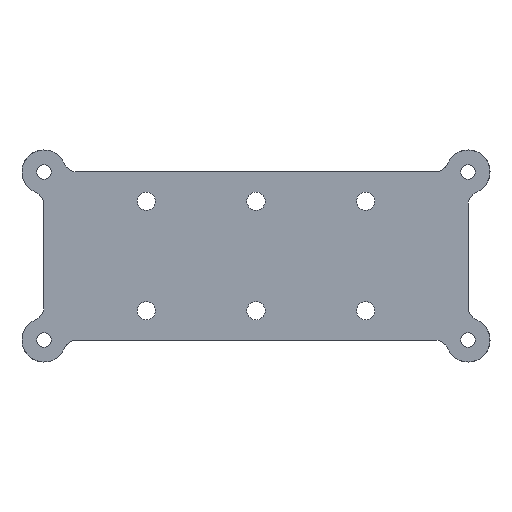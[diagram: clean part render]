
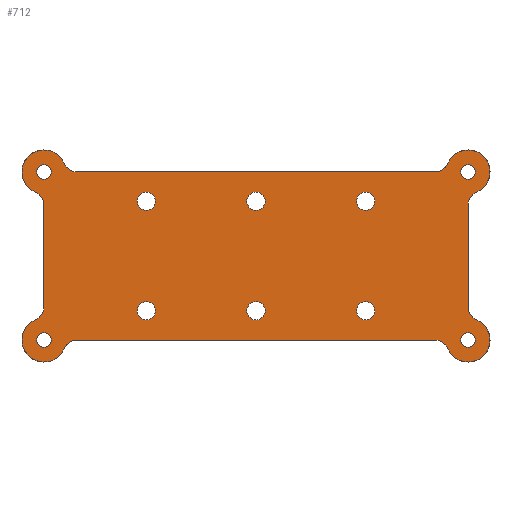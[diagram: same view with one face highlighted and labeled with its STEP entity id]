
A CAD part, front view. The second image highlights one B-rep face of the part: STEP entity #712.
In plain terms, the highlighted planar face has unit normal (0, -1, 0).
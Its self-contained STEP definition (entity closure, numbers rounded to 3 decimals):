
#25=FACE_BOUND('',#131,.T.);
#26=FACE_BOUND('',#132,.T.);
#27=FACE_BOUND('',#133,.T.);
#28=FACE_BOUND('',#134,.T.);
#29=FACE_BOUND('',#135,.T.);
#30=FACE_BOUND('',#136,.T.);
#31=FACE_BOUND('',#137,.T.);
#32=FACE_BOUND('',#138,.T.);
#33=FACE_BOUND('',#139,.T.);
#34=FACE_BOUND('',#140,.T.);
#44=PLANE('',#818);
#84=FACE_OUTER_BOUND('',#130,.T.);
#130=EDGE_LOOP('',(#627,#628,#629,#630,#631,#632,#633,#634,#635,#636,#637,
#638,#639,#640,#641,#642,#643,#644));
#131=EDGE_LOOP('',(#645));
#132=EDGE_LOOP('',(#646));
#133=EDGE_LOOP('',(#647));
#134=EDGE_LOOP('',(#648));
#135=EDGE_LOOP('',(#649));
#136=EDGE_LOOP('',(#650));
#137=EDGE_LOOP('',(#651));
#138=EDGE_LOOP('',(#652));
#139=EDGE_LOOP('',(#653));
#140=EDGE_LOOP('',(#654));
#149=CIRCLE('',#728,2.);
#150=CIRCLE('',#730,2.);
#157=CIRCLE('',#739,3.);
#158=CIRCLE('',#741,2.);
#159=CIRCLE('',#743,2.);
#174=CIRCLE('',#762,2.);
#175=CIRCLE('',#764,2.);
#180=CIRCLE('',#771,3.);
#181=CIRCLE('',#772,3.);
#182=CIRCLE('',#774,2.);
#183=CIRCLE('',#776,2.);
#187=CIRCLE('',#783,1.);
#189=CIRCLE('',#787,1.);
#191=CIRCLE('',#791,3.);
#193=CIRCLE('',#794,1.);
#195=CIRCLE('',#798,3.);
#196=CIRCLE('',#799,3.);
#198=CIRCLE('',#802,1.);
#199=CIRCLE('',#805,1.25);
#200=CIRCLE('',#807,1.25);
#201=CIRCLE('',#809,1.25);
#202=CIRCLE('',#811,1.25);
#203=CIRCLE('',#813,1.25);
#204=CIRCLE('',#815,1.25);
#218=LINE('',#1172,#256);
#228=LINE('',#1268,#266);
#241=LINE('',#1334,#279);
#242=LINE('',#1336,#280);
#256=VECTOR('',#900,10.);
#266=VECTOR('',#952,10.);
#279=VECTOR('',#1037,10.);
#280=VECTOR('',#1040,10.);
#282=VERTEX_POINT('',#1046);
#283=VERTEX_POINT('',#1048);
#286=VERTEX_POINT('',#1066);
#287=VERTEX_POINT('',#1068);
#294=VERTEX_POINT('',#1100);
#295=VERTEX_POINT('',#1102);
#298=VERTEX_POINT('',#1120);
#299=VERTEX_POINT('',#1122);
#314=VERTEX_POINT('',#1171);
#317=VERTEX_POINT('',#1178);
#318=VERTEX_POINT('',#1180);
#321=VERTEX_POINT('',#1198);
#322=VERTEX_POINT('',#1200);
#325=VERTEX_POINT('',#1223);
#326=VERTEX_POINT('',#1228);
#329=VERTEX_POINT('',#1246);
#330=VERTEX_POINT('',#1248);
#333=VERTEX_POINT('',#1272);
#335=VERTEX_POINT('',#1279);
#338=VERTEX_POINT('',#1291);
#340=VERTEX_POINT('',#1298);
#342=VERTEX_POINT('',#1305);
#343=VERTEX_POINT('',#1310);
#344=VERTEX_POINT('',#1314);
#345=VERTEX_POINT('',#1318);
#346=VERTEX_POINT('',#1322);
#347=VERTEX_POINT('',#1326);
#348=VERTEX_POINT('',#1330);
#350=EDGE_CURVE('',#282,#283,#149,.T.);
#354=EDGE_CURVE('',#286,#287,#150,.T.);
#364=EDGE_CURVE('',#287,#282,#157,.T.);
#366=EDGE_CURVE('',#294,#295,#158,.T.);
#370=EDGE_CURVE('',#298,#299,#159,.T.);
#390=EDGE_CURVE('',#299,#314,#218,.T.);
#394=EDGE_CURVE('',#317,#318,#174,.T.);
#398=EDGE_CURVE('',#321,#322,#175,.T.);
#406=EDGE_CURVE('',#325,#317,#180,.T.);
#407=EDGE_CURVE('',#322,#325,#181,.T.);
#408=EDGE_CURVE('',#314,#326,#182,.T.);
#412=EDGE_CURVE('',#329,#330,#183,.T.);
#417=EDGE_CURVE('',#330,#321,#228,.T.);
#420=EDGE_CURVE('',#333,#333,#187,.T.);
#423=EDGE_CURVE('',#335,#335,#189,.T.);
#426=EDGE_CURVE('',#295,#298,#191,.T.);
#429=EDGE_CURVE('',#338,#338,#193,.T.);
#432=EDGE_CURVE('',#340,#329,#195,.T.);
#433=EDGE_CURVE('',#326,#340,#196,.T.);
#436=EDGE_CURVE('',#342,#342,#198,.T.);
#438=EDGE_CURVE('',#343,#343,#199,.T.);
#440=EDGE_CURVE('',#344,#344,#200,.T.);
#442=EDGE_CURVE('',#345,#345,#201,.T.);
#444=EDGE_CURVE('',#346,#346,#202,.T.);
#446=EDGE_CURVE('',#347,#347,#203,.T.);
#448=EDGE_CURVE('',#348,#348,#204,.T.);
#449=EDGE_CURVE('',#283,#294,#241,.T.);
#450=EDGE_CURVE('',#318,#286,#242,.T.);
#627=ORIENTED_EDGE('',*,*,#394,.F.);
#628=ORIENTED_EDGE('',*,*,#406,.F.);
#629=ORIENTED_EDGE('',*,*,#407,.F.);
#630=ORIENTED_EDGE('',*,*,#398,.F.);
#631=ORIENTED_EDGE('',*,*,#417,.F.);
#632=ORIENTED_EDGE('',*,*,#412,.F.);
#633=ORIENTED_EDGE('',*,*,#432,.F.);
#634=ORIENTED_EDGE('',*,*,#433,.F.);
#635=ORIENTED_EDGE('',*,*,#408,.F.);
#636=ORIENTED_EDGE('',*,*,#390,.F.);
#637=ORIENTED_EDGE('',*,*,#370,.F.);
#638=ORIENTED_EDGE('',*,*,#426,.F.);
#639=ORIENTED_EDGE('',*,*,#366,.F.);
#640=ORIENTED_EDGE('',*,*,#449,.F.);
#641=ORIENTED_EDGE('',*,*,#350,.F.);
#642=ORIENTED_EDGE('',*,*,#364,.F.);
#643=ORIENTED_EDGE('',*,*,#354,.F.);
#644=ORIENTED_EDGE('',*,*,#450,.F.);
#645=ORIENTED_EDGE('',*,*,#420,.F.);
#646=ORIENTED_EDGE('',*,*,#423,.F.);
#647=ORIENTED_EDGE('',*,*,#429,.F.);
#648=ORIENTED_EDGE('',*,*,#436,.F.);
#649=ORIENTED_EDGE('',*,*,#448,.F.);
#650=ORIENTED_EDGE('',*,*,#446,.F.);
#651=ORIENTED_EDGE('',*,*,#444,.F.);
#652=ORIENTED_EDGE('',*,*,#442,.F.);
#653=ORIENTED_EDGE('',*,*,#440,.F.);
#654=ORIENTED_EDGE('',*,*,#438,.F.);
#712=ADVANCED_FACE('',(#84,#25,#26,#27,#28,#29,#30,#31,#32,#33,#34),#44,
 .F.);
#728=AXIS2_PLACEMENT_3D('',#1049,#824,#825);
#730=AXIS2_PLACEMENT_3D('',#1069,#830,#831);
#739=AXIS2_PLACEMENT_3D('',#1097,#850,#851);
#741=AXIS2_PLACEMENT_3D('',#1103,#855,#856);
#743=AXIS2_PLACEMENT_3D('',#1123,#861,#862);
#762=AXIS2_PLACEMENT_3D('',#1181,#907,#908);
#764=AXIS2_PLACEMENT_3D('',#1201,#913,#914);
#771=AXIS2_PLACEMENT_3D('',#1225,#929,#930);
#772=AXIS2_PLACEMENT_3D('',#1226,#931,#932);
#774=AXIS2_PLACEMENT_3D('',#1229,#935,#936);
#776=AXIS2_PLACEMENT_3D('',#1249,#941,#942);
#783=AXIS2_PLACEMENT_3D('',#1274,#958,#959);
#787=AXIS2_PLACEMENT_3D('',#1281,#967,#968);
#791=AXIS2_PLACEMENT_3D('',#1287,#976,#977);
#794=AXIS2_PLACEMENT_3D('',#1293,#983,#984);
#798=AXIS2_PLACEMENT_3D('',#1300,#992,#993);
#799=AXIS2_PLACEMENT_3D('',#1301,#994,#995);
#802=AXIS2_PLACEMENT_3D('',#1307,#1001,#1002);
#805=AXIS2_PLACEMENT_3D('',#1312,#1008,#1009);
#807=AXIS2_PLACEMENT_3D('',#1316,#1013,#1014);
#809=AXIS2_PLACEMENT_3D('',#1320,#1018,#1019);
#811=AXIS2_PLACEMENT_3D('',#1324,#1023,#1024);
#813=AXIS2_PLACEMENT_3D('',#1328,#1028,#1029);
#815=AXIS2_PLACEMENT_3D('',#1332,#1033,#1034);
#818=AXIS2_PLACEMENT_3D('',#1337,#1041,#1042);
#824=DIRECTION('center_axis',(0.,-1.,0.));
#825=DIRECTION('ref_axis',(-0.837,0.,0.548));
#830=DIRECTION('center_axis',(0.,-1.,0.));
#831=DIRECTION('ref_axis',(0.548,0.,-0.837));
#850=DIRECTION('center_axis',(0.,1.,0.));
#851=DIRECTION('ref_axis',(1.,0.,0.));
#855=DIRECTION('center_axis',(0.,-1.,0.));
#856=DIRECTION('ref_axis',(-0.837,0.,-0.548));
#861=DIRECTION('center_axis',(0.,-1.,0.));
#862=DIRECTION('ref_axis',(0.548,0.,0.837));
#900=DIRECTION('',(-1.,0.,0.));
#907=DIRECTION('center_axis',(0.,-1.,0.));
#908=DIRECTION('ref_axis',(-0.548,0.,-0.837));
#913=DIRECTION('center_axis',(0.,-1.,0.));
#914=DIRECTION('ref_axis',(0.837,0.,0.548));
#929=DIRECTION('center_axis',(0.,1.,0.));
#930=DIRECTION('ref_axis',(1.,0.,0.));
#931=DIRECTION('center_axis',(0.,1.,0.));
#932=DIRECTION('ref_axis',(1.,0.,0.));
#935=DIRECTION('center_axis',(0.,-1.,0.));
#936=DIRECTION('ref_axis',(-0.548,0.,0.837));
#941=DIRECTION('center_axis',(0.,-1.,0.));
#942=DIRECTION('ref_axis',(0.837,0.,-0.548));
#952=DIRECTION('',(0.,0.,1.));
#958=DIRECTION('center_axis',(0.,-1.,0.));
#959=DIRECTION('ref_axis',(1.,0.,0.));
#967=DIRECTION('center_axis',(0.,-1.,0.));
#968=DIRECTION('ref_axis',(1.,0.,0.));
#976=DIRECTION('center_axis',(0.,1.,0.));
#977=DIRECTION('ref_axis',(1.,0.,0.));
#983=DIRECTION('center_axis',(0.,-1.,0.));
#984=DIRECTION('ref_axis',(1.,0.,0.));
#992=DIRECTION('center_axis',(0.,1.,0.));
#993=DIRECTION('ref_axis',(1.,0.,0.));
#994=DIRECTION('center_axis',(0.,1.,0.));
#995=DIRECTION('ref_axis',(1.,0.,0.));
#1001=DIRECTION('center_axis',(0.,-1.,0.));
#1002=DIRECTION('ref_axis',(1.,0.,0.));
#1008=DIRECTION('center_axis',(0.,-1.,0.));
#1009=DIRECTION('ref_axis',(1.,0.,0.));
#1013=DIRECTION('center_axis',(0.,-1.,0.));
#1014=DIRECTION('ref_axis',(1.,0.,0.));
#1018=DIRECTION('center_axis',(0.,-1.,0.));
#1019=DIRECTION('ref_axis',(1.,0.,0.));
#1023=DIRECTION('center_axis',(0.,-1.,0.));
#1024=DIRECTION('ref_axis',(1.,0.,0.));
#1028=DIRECTION('center_axis',(0.,-1.,0.));
#1029=DIRECTION('ref_axis',(1.,0.,0.));
#1033=DIRECTION('center_axis',(0.,-1.,0.));
#1034=DIRECTION('ref_axis',(1.,0.,0.));
#1037=DIRECTION('',(0.,0.,-1.));
#1040=DIRECTION('',(1.,0.,0.));
#1041=DIRECTION('center_axis',(0.,1.,0.));
#1042=DIRECTION('ref_axis',(1.,0.,0.));
#1046=CARTESIAN_POINT('',(59.2,0.,-2.75));
#1048=CARTESIAN_POINT('',(58.,0.,-4.583));
#1049=CARTESIAN_POINT('Origin',(60.,0.,-4.583));
#1066=CARTESIAN_POINT('',(53.417,0.,0.));
#1068=CARTESIAN_POINT('',(55.25,0.,1.2));
#1069=CARTESIAN_POINT('Origin',(53.417,0.,2.));
#1097=CARTESIAN_POINT('Origin',(58.,0.,0.));
#1100=CARTESIAN_POINT('',(58.,0.,-18.417));
#1102=CARTESIAN_POINT('',(59.2,0.,-20.25));
#1103=CARTESIAN_POINT('Origin',(60.,0.,-18.417));
#1120=CARTESIAN_POINT('',(55.25,0.,-24.2));
#1122=CARTESIAN_POINT('',(53.417,0.,-23.));
#1123=CARTESIAN_POINT('Origin',(53.417,0.,-25.));
#1171=CARTESIAN_POINT('',(4.583,0.,-23.));
#1172=CARTESIAN_POINT('',(55.,0.,-23.));
#1178=CARTESIAN_POINT('',(2.75,0.,1.2));
#1180=CARTESIAN_POINT('',(4.583,0.,0.));
#1181=CARTESIAN_POINT('Origin',(4.583,0.,2.));
#1198=CARTESIAN_POINT('',(0.,0.,-4.583));
#1200=CARTESIAN_POINT('',(-1.2,0.,-2.75));
#1201=CARTESIAN_POINT('Origin',(-2.,0.,-4.583));
#1223=CARTESIAN_POINT('',(-3.,0.,0.));
#1225=CARTESIAN_POINT('Origin',(0.,0.,0.));
#1226=CARTESIAN_POINT('Origin',(0.,0.,0.));
#1228=CARTESIAN_POINT('',(2.75,0.,-24.2));
#1229=CARTESIAN_POINT('Origin',(4.583,0.,-25.));
#1246=CARTESIAN_POINT('',(-1.2,0.,-20.25));
#1248=CARTESIAN_POINT('',(0.,0.,-18.417));
#1249=CARTESIAN_POINT('Origin',(-2.,0.,-18.417));
#1268=CARTESIAN_POINT('',(0.,0.,-20.));
#1272=CARTESIAN_POINT('',(57.,0.,0.));
#1274=CARTESIAN_POINT('Origin',(58.,0.,0.));
#1279=CARTESIAN_POINT('',(-1.,0.,0.));
#1281=CARTESIAN_POINT('Origin',(0.,0.,0.));
#1287=CARTESIAN_POINT('Origin',(58.,0.,-23.));
#1291=CARTESIAN_POINT('',(57.,0.,-23.));
#1293=CARTESIAN_POINT('Origin',(58.,0.,-23.));
#1298=CARTESIAN_POINT('',(-3.,0.,-23.));
#1300=CARTESIAN_POINT('Origin',(0.,0.,-23.));
#1301=CARTESIAN_POINT('Origin',(0.,0.,-23.));
#1305=CARTESIAN_POINT('',(-1.,0.,-23.));
#1307=CARTESIAN_POINT('Origin',(0.,0.,-23.));
#1310=CARTESIAN_POINT('',(42.75,0.,-4.));
#1312=CARTESIAN_POINT('Origin',(44.,0.,-4.));
#1314=CARTESIAN_POINT('',(12.75,0.,-4.));
#1316=CARTESIAN_POINT('Origin',(14.,0.,-4.));
#1318=CARTESIAN_POINT('',(12.75,0.,-19.));
#1320=CARTESIAN_POINT('Origin',(14.,0.,-19.));
#1322=CARTESIAN_POINT('',(27.75,0.,-19.));
#1324=CARTESIAN_POINT('Origin',(29.,0.,-19.));
#1326=CARTESIAN_POINT('',(42.75,0.,-19.));
#1328=CARTESIAN_POINT('Origin',(44.,0.,-19.));
#1330=CARTESIAN_POINT('',(27.75,0.,-4.));
#1332=CARTESIAN_POINT('Origin',(29.,0.,-4.));
#1334=CARTESIAN_POINT('',(58.,0.,-3.));
#1336=CARTESIAN_POINT('',(3.,0.,0.));
#1337=CARTESIAN_POINT('Origin',(29.,0.,-11.5));
